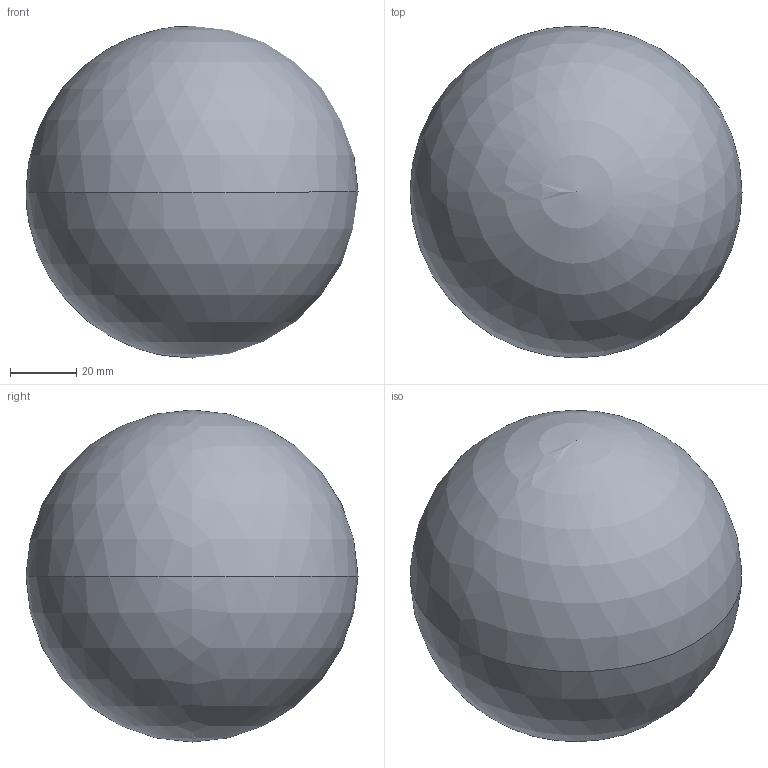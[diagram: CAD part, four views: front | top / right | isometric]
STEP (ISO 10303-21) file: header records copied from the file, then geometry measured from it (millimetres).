
FILE_DESCRIPTION (( 'STEP AP203' ), '1' );
FILE_NAME ('100-EHK.step', '2019-09-23T08:29:25', ( '' ), ( '' ), 'SwSTEP 2.0', 'SolidWorks 2015', '' );
FILE_SCHEMA (( 'CONFIG_CONTROL_DESIGN' ));
Length unit declared in the file: millimetre
Products named in the file (1): 100-EHK
Bounding box: 100 x 100 x 100 mm (x, y, z)
Volume: 74677.8 mm3; surface area: 59777.3 mm2
Topology: 1 solids, 2 shells, 191 faces, 521 edges, 348 vertices
Faces by surface type: plane 99, bspline 66, sphere 26
Entity records: 8971 total; most frequent: CARTESIAN_POINT 4364, ORIENTED_EDGE 1022, DIRECTION 837, EDGE_CURVE 511, VERTEX_POINT 342, AXIS2_PLACEMENT_3D 336, CIRCLE 210, EDGE_LOOP 209
